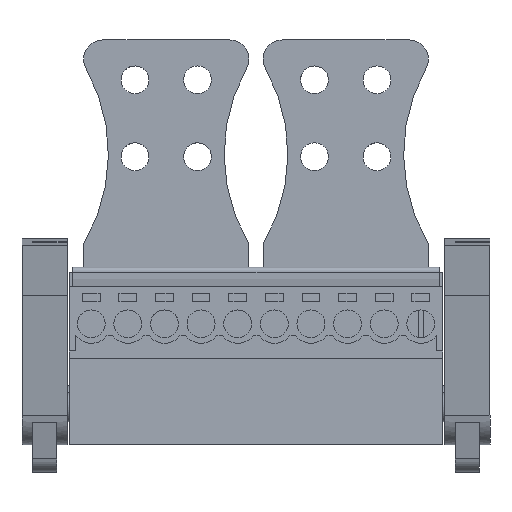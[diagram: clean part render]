
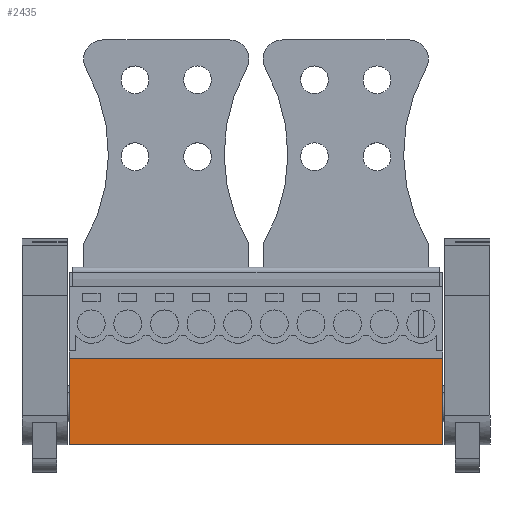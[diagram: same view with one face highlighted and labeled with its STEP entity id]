
A CAD part, front view. The second image highlights one B-rep face of the part: STEP entity #2435.
In plain terms, the highlighted planar face has unit normal (0, -1, 0).
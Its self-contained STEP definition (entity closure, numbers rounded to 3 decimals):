
#2415=AXIS2_PLACEMENT_3D('Plane Axis2P3D',#2412,#2413,#2414) ;
#140=CARTESIAN_POINT('Vertex',(43.79,5.036,11.796)) ;
#143=CARTESIAN_POINT('Line Origine',(43.79,5.036,7.321)) ;
#147=CARTESIAN_POINT('Vertex',(43.79,5.036,2.846)) ;
#2396=CARTESIAN_POINT('Vertex',(4.9,5.036,11.796)) ;
#2399=CARTESIAN_POINT('Line Origine',(24.345,5.036,11.796)) ;
#2412=CARTESIAN_POINT('Axis2P3D Location',(20.93,5.036,11.796)) ;
#2417=CARTESIAN_POINT('Line Origine',(4.9,5.036,7.321)) ;
#2421=CARTESIAN_POINT('Vertex',(4.9,5.036,2.846)) ;
#2424=CARTESIAN_POINT('Line Origine',(24.345,5.036,2.846)) ;
#144=DIRECTION('Vector Direction',(0.,0.,-1.)) ;
#2400=DIRECTION('Vector Direction',(-1.,0.,0.)) ;
#2413=DIRECTION('Axis2P3D Direction',(0.,1.,0.)) ;
#2414=DIRECTION('Axis2P3D XDirection',(-0.,0.,-1.)) ;
#2418=DIRECTION('Vector Direction',(0.,0.,-1.)) ;
#2425=DIRECTION('Vector Direction',(-1.,0.,0.)) ;
#145=VECTOR('Line Direction',#144,1.) ;
#2401=VECTOR('Line Direction',#2400,1.) ;
#2419=VECTOR('Line Direction',#2418,1.) ;
#2426=VECTOR('Line Direction',#2425,1.) ;
#2430=ORIENTED_EDGE('',*,*,#149,.F.) ;
#2431=ORIENTED_EDGE('',*,*,#2403,.T.) ;
#2432=ORIENTED_EDGE('',*,*,#2423,.T.) ;
#2433=ORIENTED_EDGE('',*,*,#2428,.F.) ;
#2435=ADVANCED_FACE('HOUSING',(#2434),#2416,.F.) ;
#149=EDGE_CURVE('',#141,#148,#146,.T.) ;
#2403=EDGE_CURVE('',#141,#2397,#2402,.T.) ;
#2423=EDGE_CURVE('',#2397,#2422,#2420,.T.) ;
#2428=EDGE_CURVE('',#148,#2422,#2427,.T.) ;
#2429=EDGE_LOOP('',(#2430,#2431,#2432,#2433)) ;
#2434=FACE_OUTER_BOUND('',#2429,.T.) ;
#146=LINE('Line',#143,#145) ;
#2402=LINE('Line',#2399,#2401) ;
#2420=LINE('Line',#2417,#2419) ;
#2427=LINE('Line',#2424,#2426) ;
#2416=PLANE('',#2415) ;
#141=VERTEX_POINT('',#140) ;
#148=VERTEX_POINT('',#147) ;
#2397=VERTEX_POINT('',#2396) ;
#2422=VERTEX_POINT('',#2421) ;
